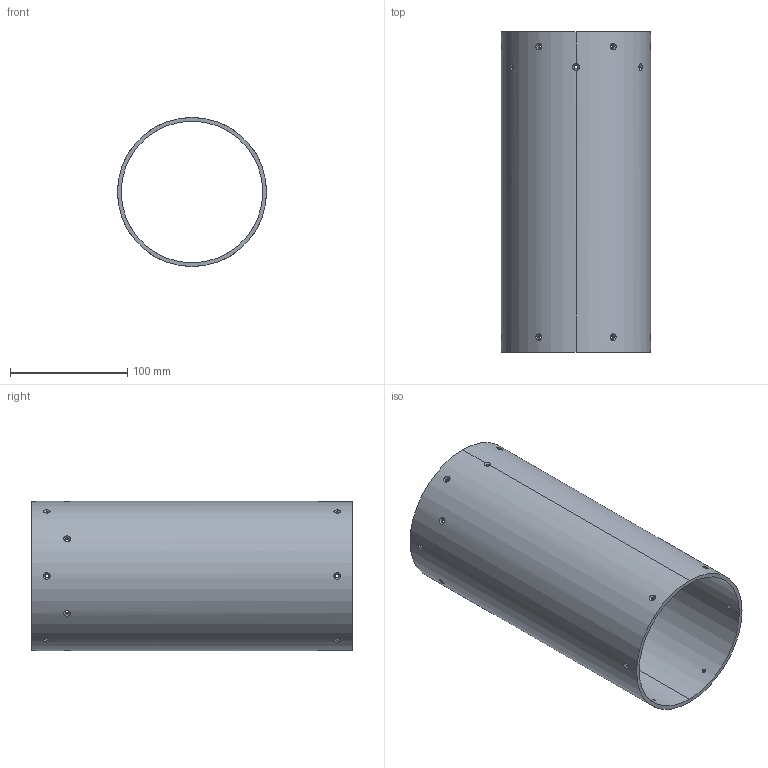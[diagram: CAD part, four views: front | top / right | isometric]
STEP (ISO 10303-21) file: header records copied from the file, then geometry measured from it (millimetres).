
FILE_DESCRIPTION (( 'STEP AP203' ), '1' );
FILE_NAME ('sym_body.STEP', '2020-09-24T15:58:17', ( '' ), ( '' ), 'SwSTEP 2.0', 'SolidWorks 2014', '' );
FILE_SCHEMA (( 'CONFIG_CONTROL_DESIGN' ));
Length unit declared in the file: metre
Products named in the file (1): sym_body
Bounding box: 127 x 273.05 x 127 mm (x, y, z)
Volume: 336572.8 mm3; surface area: 215092.4 mm2
Topology: 1 solids, 1 shells, 78 faces, 204 edges, 124 vertices
Faces by surface type: cylinder 40, cone 36, plane 2
Entity records: 4387 total; most frequent: CARTESIAN_POINT 2457, ORIENTED_EDGE 408, DIRECTION 326, EDGE_CURVE 204, VERTEX_POINT 124, AXIS2_PLACEMENT_3D 123, EDGE_LOOP 112, B_SPLINE_CURVE_WITH_KNOTS 80
